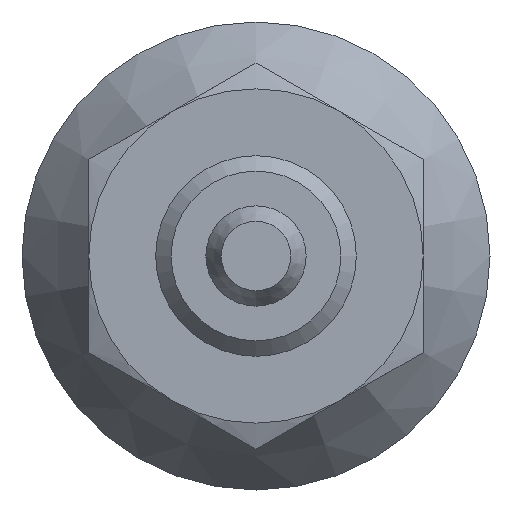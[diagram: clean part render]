
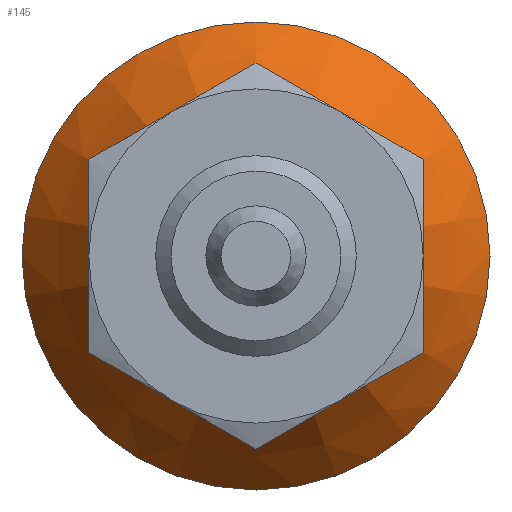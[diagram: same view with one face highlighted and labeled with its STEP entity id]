
A CAD part, front view. The second image highlights one B-rep face of the part: STEP entity #145.
In plain terms, the highlighted conical face has half-angle 36 degrees and reference radius 7 mm.
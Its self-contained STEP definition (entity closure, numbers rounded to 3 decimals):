
#145 = ADVANCED_FACE( '', ( #304, #305 ), #306, .T. );
#304 = FACE_BOUND( '', #462, .T. );
#305 = FACE_OUTER_BOUND( '', #463, .T. );
#306 = CONICAL_SURFACE( '', #464, 7., 0.628 );
#462 = EDGE_LOOP( '', ( #783 ) );
#463 = EDGE_LOOP( '', ( #784 ) );
#464 = AXIS2_PLACEMENT_3D( '', #785, #786, #787 );
#783 = ORIENTED_EDGE( '', *, *, #894, .F. );
#784 = ORIENTED_EDGE( '', *, *, #883, .T. );
#785 = CARTESIAN_POINT( '', ( 0., 9.929, 0. ) );
#786 = DIRECTION( '', ( 0., 1., 0. ) );
#787 = DIRECTION( '', ( 0., 0., 1. ) );
#883 = EDGE_CURVE( '', #1042, #1042, #1043, .T. );
#894 = EDGE_CURVE( '', #1058, #1058, #1059, .T. );
#1042 = VERTEX_POINT( '', #1289 );
#1043 = CIRCLE( '', #1290, 7. );
#1058 = VERTEX_POINT( '', #1305 );
#1059 = CIRCLE( '', #1306, 4. );
#1289 = CARTESIAN_POINT( '', ( 0., 9.929, -7. ) );
#1290 = AXIS2_PLACEMENT_3D( '', #1512, #1513, #1514 );
#1305 = CARTESIAN_POINT( '', ( 0., 5.8, -4. ) );
#1306 = AXIS2_PLACEMENT_3D( '', #1536, #1537, #1538 );
#1512 = CARTESIAN_POINT( '', ( 0., 9.929, 0. ) );
#1513 = DIRECTION( '', ( 0., -1., 0. ) );
#1514 = DIRECTION( '', ( 0., 0., -1. ) );
#1536 = CARTESIAN_POINT( '', ( 0., 5.8, 0. ) );
#1537 = DIRECTION( '', ( 0., -1., 0. ) );
#1538 = DIRECTION( '', ( 0., 0., -1. ) );
